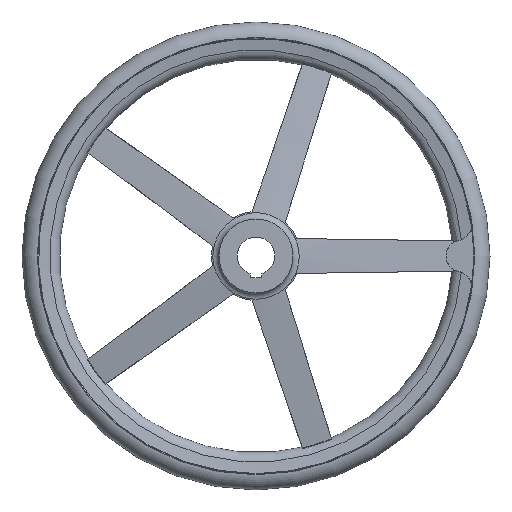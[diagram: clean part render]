
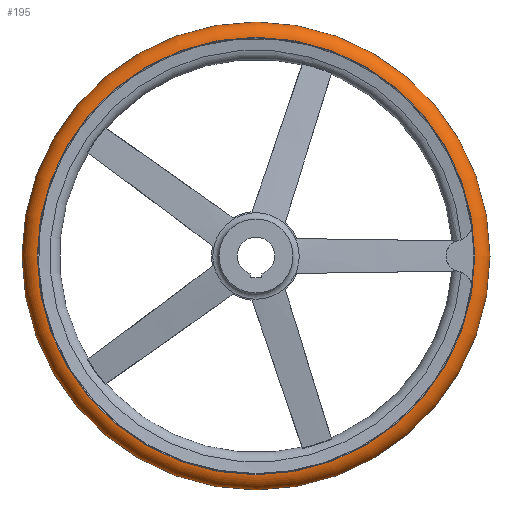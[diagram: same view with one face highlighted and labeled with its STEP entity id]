
A CAD part, front view. The second image highlights one B-rep face of the part: STEP entity #195.
In plain terms, the highlighted toroidal (fillet/blend) face has major radius 233 mm and minor radius 17 mm.
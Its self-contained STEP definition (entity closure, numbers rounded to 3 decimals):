
#195 = ADVANCED_FACE( '', ( #413, #414, #415 ), #416, .T. );
#413 = FACE_BOUND( '', #668, .T. );
#414 = FACE_OUTER_BOUND( '', #669, .T. );
#415 = FACE_OUTER_BOUND( '', #670, .T. );
#416 = TOROIDAL_SURFACE( '', #671, 233., 17. );
#668 = VERTEX_LOOP( '', #1208 );
#669 = EDGE_LOOP( '', ( #1209 ) );
#670 = EDGE_LOOP( '', ( #1210 ) );
#671 = AXIS2_PLACEMENT_3D( '', #1211, #1212, #1213 );
#1208 = VERTEX_POINT( '', #1501 );
#1209 = ORIENTED_EDGE( '', *, *, #1474, .T. );
#1210 = ORIENTED_EDGE( '', *, *, #1423, .F. );
#1211 = CARTESIAN_POINT( '', ( 0., 55., 0. ) );
#1212 = DIRECTION( '', ( 0., -1., 0. ) );
#1213 = DIRECTION( '', ( 0., 0., -1. ) );
#1423 = EDGE_CURVE( '', #1743, #1743, #1744, .T. );
#1474 = EDGE_CURVE( '', #1813, #1813, #1814, .T. );
#1501 = CARTESIAN_POINT( '', ( 0., 55., -250. ) );
#1743 = VERTEX_POINT( '', #2571 );
#1744 = CIRCLE( '', #2572, 233.708 );
#1813 = VERTEX_POINT( '', #2740 );
#1814 = CIRCLE( '', #2741, 233.708 );
#2571 = CARTESIAN_POINT( '', ( 0., 38.015, -233.708 ) );
#2572 = AXIS2_PLACEMENT_3D( '', #3023, #3024, #3025 );
#2740 = CARTESIAN_POINT( '', ( 0., 71.985, -233.708 ) );
#2741 = AXIS2_PLACEMENT_3D( '', #3085, #3086, #3087 );
#3023 = CARTESIAN_POINT( '', ( 0., 38.015, 0. ) );
#3024 = DIRECTION( '', ( 0., -1., 0. ) );
#3025 = DIRECTION( '', ( 0., 0., -1. ) );
#3085 = CARTESIAN_POINT( '', ( 0., 71.985, 0. ) );
#3086 = DIRECTION( '', ( 0., -1., 0. ) );
#3087 = DIRECTION( '', ( 0., 0., -1. ) );
